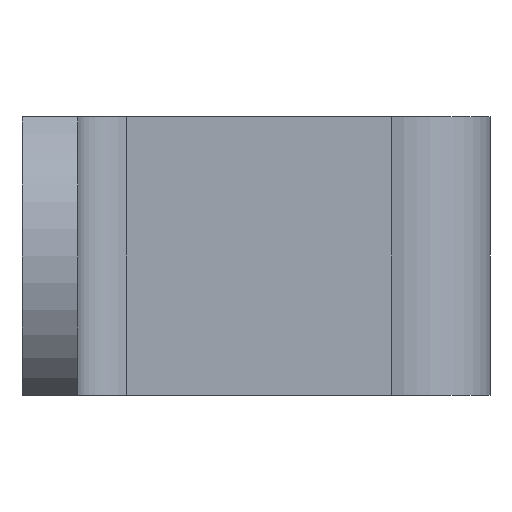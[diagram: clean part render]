
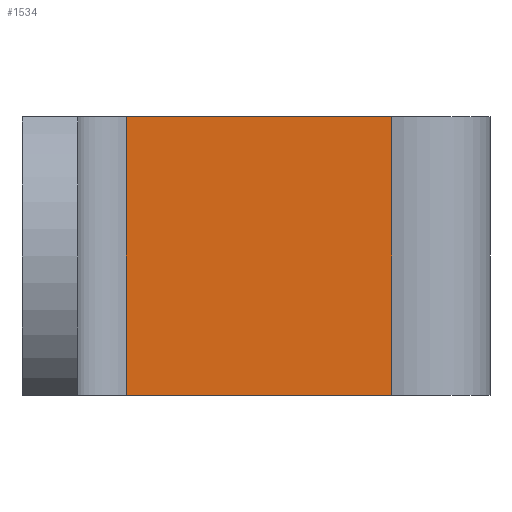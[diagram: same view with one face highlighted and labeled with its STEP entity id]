
A CAD part, front view. The second image highlights one B-rep face of the part: STEP entity #1534.
In plain terms, the highlighted planar face has unit normal (0, -1, 0).
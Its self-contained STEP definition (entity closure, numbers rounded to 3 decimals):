
#44 = PLANE('',#45);
#45 = AXIS2_PLACEMENT_3D('',#46,#47,#48);
#46 = CARTESIAN_POINT('',(42.795,-137.996,6.));
#47 = DIRECTION('',(0.,0.,1.));
#48 = DIRECTION('',(1.,0.,0.));
#105 = PLANE('',#106);
#106 = AXIS2_PLACEMENT_3D('',#107,#108,#109);
#107 = CARTESIAN_POINT('',(42.795,-137.996,16.));
#108 = DIRECTION('',(0.,0.,1.));
#109 = DIRECTION('',(1.,0.,0.));
#228 = VERTEX_POINT('',#229);
#229 = CARTESIAN_POINT('',(35.75,-159.8,6.));
#244 = CYLINDRICAL_SURFACE('',#245,1.75);
#245 = AXIS2_PLACEMENT_3D('',#246,#247,#248);
#246 = CARTESIAN_POINT('',(35.75,-161.55,6.));
#247 = DIRECTION('',(-0.,-0.,-1.));
#248 = DIRECTION('',(1.,0.,0.));
#256 = EDGE_CURVE('',#257,#228,#259,.T.);
#257 = VERTEX_POINT('',#258);
#258 = CARTESIAN_POINT('',(45.272,-159.8,6.));
#259 = SURFACE_CURVE('',#260,(#264,#271),.PCURVE_S1.);
#260 = LINE('',#261,#262);
#261 = CARTESIAN_POINT('',(45.272,-159.8,6.));
#262 = VECTOR('',#263,1.);
#263 = DIRECTION('',(-1.,0.,0.));
#264 = PCURVE('',#44,#265);
#265 = DEFINITIONAL_REPRESENTATION('',(#266),#270);
#266 = LINE('',#267,#268);
#267 = CARTESIAN_POINT('',(2.476,-21.804));
#268 = VECTOR('',#269,1.);
#269 = DIRECTION('',(-1.,0.));
#270 = ( GEOMETRIC_REPRESENTATION_CONTEXT(2) 
PARAMETRIC_REPRESENTATION_CONTEXT() REPRESENTATION_CONTEXT('2D SPACE',''
  ) );
#271 = PCURVE('',#272,#277);
#272 = PLANE('',#273);
#273 = AXIS2_PLACEMENT_3D('',#274,#275,#276);
#274 = CARTESIAN_POINT('',(45.272,-159.8,6.));
#275 = DIRECTION('',(0.,-1.,0.));
#276 = DIRECTION('',(-1.,0.,0.));
#277 = DEFINITIONAL_REPRESENTATION('',(#278),#282);
#278 = LINE('',#279,#280);
#279 = CARTESIAN_POINT('',(0.,-0.));
#280 = VECTOR('',#281,1.);
#281 = DIRECTION('',(1.,0.));
#282 = ( GEOMETRIC_REPRESENTATION_CONTEXT(2) 
PARAMETRIC_REPRESENTATION_CONTEXT() REPRESENTATION_CONTEXT('2D SPACE',''
  ) );
#301 = CYLINDRICAL_SURFACE('',#302,2.8);
#302 = AXIS2_PLACEMENT_3D('',#303,#304,#305);
#303 = CARTESIAN_POINT('',(46.,-157.096,6.));
#304 = DIRECTION('',(-0.,-0.,-1.));
#305 = DIRECTION('',(1.,0.,0.));
#715 = VERTEX_POINT('',#716);
#716 = CARTESIAN_POINT('',(35.75,-159.8,16.));
#738 = EDGE_CURVE('',#739,#715,#741,.T.);
#739 = VERTEX_POINT('',#740);
#740 = CARTESIAN_POINT('',(45.272,-159.8,16.));
#741 = SURFACE_CURVE('',#742,(#746,#753),.PCURVE_S1.);
#742 = LINE('',#743,#744);
#743 = CARTESIAN_POINT('',(45.272,-159.8,16.));
#744 = VECTOR('',#745,1.);
#745 = DIRECTION('',(-1.,0.,0.));
#746 = PCURVE('',#105,#747);
#747 = DEFINITIONAL_REPRESENTATION('',(#748),#752);
#748 = LINE('',#749,#750);
#749 = CARTESIAN_POINT('',(2.476,-21.804));
#750 = VECTOR('',#751,1.);
#751 = DIRECTION('',(-1.,0.));
#752 = ( GEOMETRIC_REPRESENTATION_CONTEXT(2) 
PARAMETRIC_REPRESENTATION_CONTEXT() REPRESENTATION_CONTEXT('2D SPACE',''
  ) );
#753 = PCURVE('',#272,#754);
#754 = DEFINITIONAL_REPRESENTATION('',(#755),#759);
#755 = LINE('',#756,#757);
#756 = CARTESIAN_POINT('',(0.,-10.));
#757 = VECTOR('',#758,1.);
#758 = DIRECTION('',(1.,0.));
#759 = ( GEOMETRIC_REPRESENTATION_CONTEXT(2) 
PARAMETRIC_REPRESENTATION_CONTEXT() REPRESENTATION_CONTEXT('2D SPACE',''
  ) );
#1511 = EDGE_CURVE('',#257,#739,#1512,.T.);
#1512 = SURFACE_CURVE('',#1513,(#1517,#1524),.PCURVE_S1.);
#1513 = LINE('',#1514,#1515);
#1514 = CARTESIAN_POINT('',(45.272,-159.8,6.));
#1515 = VECTOR('',#1516,1.);
#1516 = DIRECTION('',(0.,0.,1.));
#1517 = PCURVE('',#301,#1518);
#1518 = DEFINITIONAL_REPRESENTATION('',(#1519),#1523);
#1519 = LINE('',#1520,#1521);
#1520 = CARTESIAN_POINT('',(-4.449,0.));
#1521 = VECTOR('',#1522,1.);
#1522 = DIRECTION('',(-0.,-1.));
#1523 = ( GEOMETRIC_REPRESENTATION_CONTEXT(2) 
PARAMETRIC_REPRESENTATION_CONTEXT() REPRESENTATION_CONTEXT('2D SPACE',''
  ) );
#1524 = PCURVE('',#272,#1525);
#1525 = DEFINITIONAL_REPRESENTATION('',(#1526),#1530);
#1526 = LINE('',#1527,#1528);
#1527 = CARTESIAN_POINT('',(0.,-0.));
#1528 = VECTOR('',#1529,1.);
#1529 = DIRECTION('',(0.,-1.));
#1530 = ( GEOMETRIC_REPRESENTATION_CONTEXT(2) 
PARAMETRIC_REPRESENTATION_CONTEXT() REPRESENTATION_CONTEXT('2D SPACE',''
  ) );
#1534 = ADVANCED_FACE('',(#1535),#272,.T.);
#1535 = FACE_BOUND('',#1536,.T.);
#1536 = EDGE_LOOP('',(#1537,#1538,#1539,#1560));
#1537 = ORIENTED_EDGE('',*,*,#1511,.T.);
#1538 = ORIENTED_EDGE('',*,*,#738,.T.);
#1539 = ORIENTED_EDGE('',*,*,#1540,.F.);
#1540 = EDGE_CURVE('',#228,#715,#1541,.T.);
#1541 = SURFACE_CURVE('',#1542,(#1546,#1553),.PCURVE_S1.);
#1542 = LINE('',#1543,#1544);
#1543 = CARTESIAN_POINT('',(35.75,-159.8,6.));
#1544 = VECTOR('',#1545,1.);
#1545 = DIRECTION('',(0.,0.,1.));
#1546 = PCURVE('',#272,#1547);
#1547 = DEFINITIONAL_REPRESENTATION('',(#1548),#1552);
#1548 = LINE('',#1549,#1550);
#1549 = CARTESIAN_POINT('',(9.522,0.));
#1550 = VECTOR('',#1551,1.);
#1551 = DIRECTION('',(0.,-1.));
#1552 = ( GEOMETRIC_REPRESENTATION_CONTEXT(2) 
PARAMETRIC_REPRESENTATION_CONTEXT() REPRESENTATION_CONTEXT('2D SPACE',''
  ) );
#1553 = PCURVE('',#244,#1554);
#1554 = DEFINITIONAL_REPRESENTATION('',(#1555),#1559);
#1555 = LINE('',#1556,#1557);
#1556 = CARTESIAN_POINT('',(-1.571,0.));
#1557 = VECTOR('',#1558,1.);
#1558 = DIRECTION('',(-0.,-1.));
#1559 = ( GEOMETRIC_REPRESENTATION_CONTEXT(2) 
PARAMETRIC_REPRESENTATION_CONTEXT() REPRESENTATION_CONTEXT('2D SPACE',''
  ) );
#1560 = ORIENTED_EDGE('',*,*,#256,.F.);
